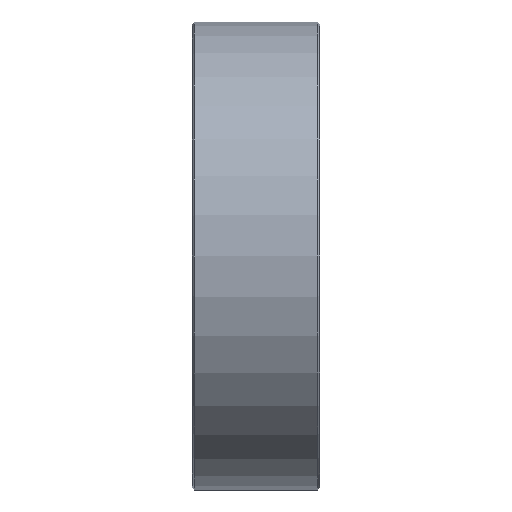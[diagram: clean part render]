
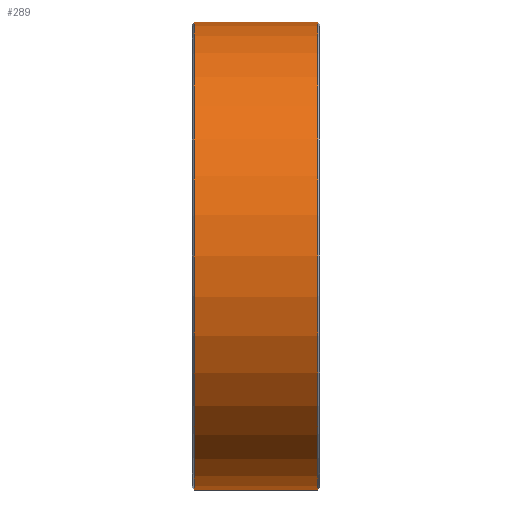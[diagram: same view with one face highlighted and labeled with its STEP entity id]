
A CAD part, left-side view. The second image highlights one B-rep face of the part: STEP entity #289.
In plain terms, the highlighted cylindrical face has radius 35 mm (diameter 70 mm), a partial arc.
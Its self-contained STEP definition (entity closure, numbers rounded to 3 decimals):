
#27 = VERTEX_POINT ( 'NONE', #600 ) ;
#43 = VERTEX_POINT ( 'NONE', #653 ) ;
#68 = VERTEX_POINT ( 'NONE', #765 ) ;
#71 = VERTEX_POINT ( 'NONE', #721 ) ;
#283 = EDGE_CURVE ( 'NONE', #27, #68, #981, .T. ) ;
#289 = ADVANCED_FACE ( 'NONE', ( #960 ), #980, .T. ) ;
#291 = ORIENTED_EDGE ( 'NONE', *, *, #324, .F. ) ;
#292 = ORIENTED_EDGE ( 'NONE', *, *, #321, .T. ) ;
#321 = EDGE_CURVE ( 'NONE', #71, #27, #1214, .T. ) ;
#324 = EDGE_CURVE ( 'NONE', #43, #68, #1336, .T. ) ;
#328 = ORIENTED_EDGE ( 'NONE', *, *, #283, .T. ) ;
#341 = EDGE_LOOP ( 'NONE', ( #291, #455, #292, #328 ) ) ;
#452 = EDGE_CURVE ( 'NONE', #43, #71, #1451, .T. ) ;
#455 = ORIENTED_EDGE ( 'NONE', *, *, #452, .T. ) ;
#600 = CARTESIAN_POINT ( 'NONE',  ( 0., 0.3, -35. ) ) ;
#653 = CARTESIAN_POINT ( 'NONE',  ( 0., 18.7, 35. ) ) ;
#721 = CARTESIAN_POINT ( 'NONE',  ( 0., 18.7, -35. ) ) ;
#765 = CARTESIAN_POINT ( 'NONE',  ( 0., 0.3, 35. ) ) ;
#956 = DIRECTION ( 'NONE',  ( 0., 0., -1. ) ) ;
#958 = DIRECTION ( 'NONE',  ( 0., -1., 0. ) ) ;
#959 = CARTESIAN_POINT ( 'NONE',  ( 0., -10.137, 0. ) ) ;
#960 = FACE_OUTER_BOUND ( 'NONE', #341, .T. ) ;
#974 = AXIS2_PLACEMENT_3D ( 'NONE', #959, #958, #956 ) ;
#975 = DIRECTION ( 'NONE',  ( 0., 0., 1. ) ) ;
#976 = DIRECTION ( 'NONE',  ( 0., 1., 0. ) ) ;
#977 = CARTESIAN_POINT ( 'NONE',  ( 0., 0.3, 0. ) ) ;
#980 = CYLINDRICAL_SURFACE ( 'NONE', #974, 35. ) ;
#981 = CIRCLE ( 'NONE', #988, 35. ) ;
#988 = AXIS2_PLACEMENT_3D ( 'NONE', #977, #976, #975 ) ;
#1210 = CARTESIAN_POINT ( 'NONE',  ( 0., -10.137, 35. ) ) ;
#1211 = DIRECTION ( 'NONE',  ( 0., -1., 0. ) ) ;
#1212 = VECTOR ( 'NONE', #1211, 1000. ) ;
#1213 = CARTESIAN_POINT ( 'NONE',  ( 0., -10.137, -35. ) ) ;
#1214 = LINE ( 'NONE', #1213, #1212 ) ;
#1336 = LINE ( 'NONE', #1210, #1391 ) ;
#1390 = DIRECTION ( 'NONE',  ( 0., -1., 0. ) ) ;
#1391 = VECTOR ( 'NONE', #1390, 1000. ) ;
#1451 = CIRCLE ( 'NONE', #1573, 35. ) ;
#1475 = DIRECTION ( 'NONE',  ( 0., 0., -1. ) ) ;
#1476 = DIRECTION ( 'NONE',  ( 0., -1., 0. ) ) ;
#1573 = AXIS2_PLACEMENT_3D ( 'NONE', #1578, #1476, #1475 ) ;
#1578 = CARTESIAN_POINT ( 'NONE',  ( 0., 18.7, 0. ) ) ;
